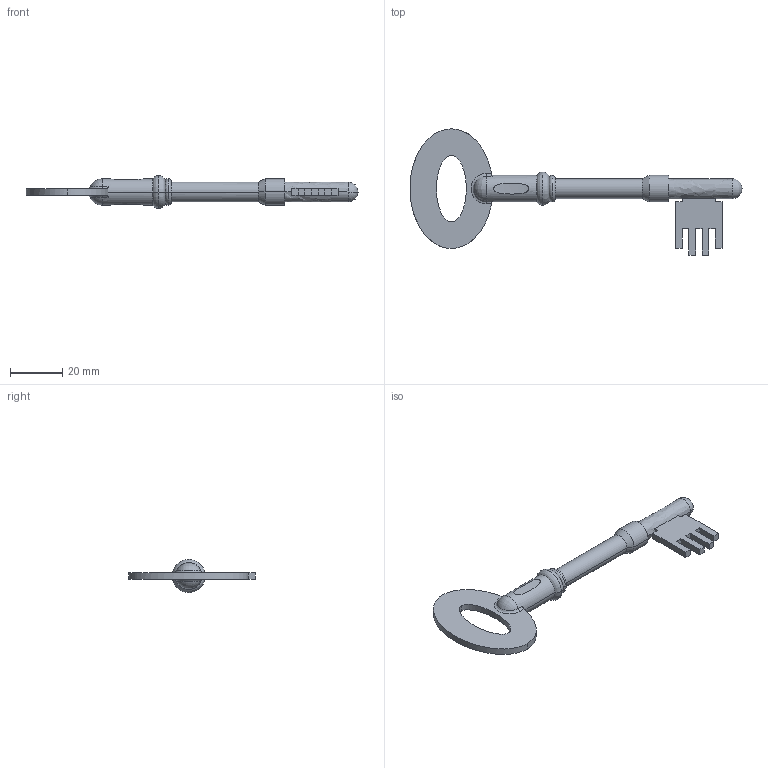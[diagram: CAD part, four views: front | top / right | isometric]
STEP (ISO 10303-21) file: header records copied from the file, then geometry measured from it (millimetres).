
FILE_DESCRIPTION(('CAx 4th Joint Test Round - Test Model K1','Geometrically trimmed Version '),'1');
FILE_NAME('k1-tc-214_geo.stp','2000-05-31 T10:39:06',('SD Yates '),('Theorem Solutions Ltd'),'THEOREM SOLUTIONS CADDS -> AP214 DIS PREPROCESSOR 4.2.002','CADDS4X/5 - CAMU','AP Ranger ');
FILE_SCHEMA(('AUTOMOTIVE_DESIGN { 1 2 10303 214 0 1 1 1 } '));
Length unit declared in the file: inch
Products named in the file (1): k1
Bounding box: 126.96 x 48.26 x 12.7 mm (x, y, z)
Surface area: 5841.7 mm2 (no closed solid volume)
Topology: 0 solids, 0 shells, 59 faces, 304 edges, 300 vertices
Faces by surface type: plane 24, revolution 22, bspline 8, extrusion 5
Entity records: 4882 total; most frequent: CARTESIAN_POINT 3192, DIRECTION 341, COMPOSITE_CURVE_SEGMENT 300, TRIMMED_CURVE 205, VECTOR 151, LINE 146, B_SPLINE_CURVE_WITH_KNOTS 110, AXIS2_PLACEMENT_3D 84
